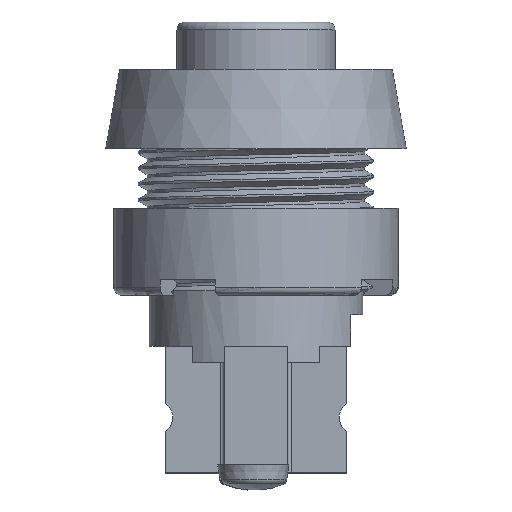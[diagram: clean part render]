
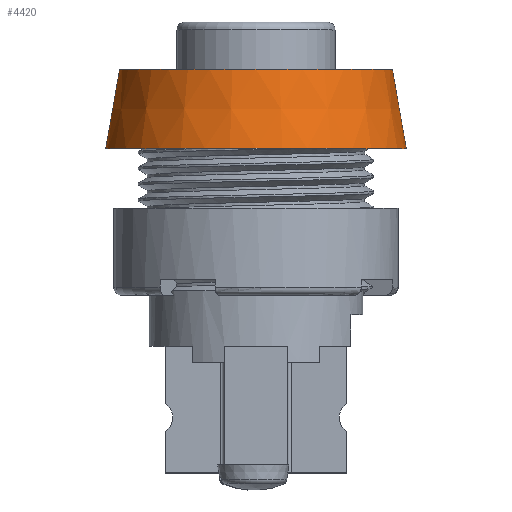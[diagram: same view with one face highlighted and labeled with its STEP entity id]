
A CAD part, top view. The second image highlights one B-rep face of the part: STEP entity #4420.
In plain terms, the highlighted conical face has half-angle 10 degrees and reference radius 9.5 mm.
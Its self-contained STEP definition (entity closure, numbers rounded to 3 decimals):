
#737=LINE('',#11973,#997);
#997=VECTOR('',#5361,9.5);
#1159=CONICAL_SURFACE('',#4760,9.5,0.175);
#1277=FACE_OUTER_BOUND('',#1528,.T.);
#1528=EDGE_LOOP('',(#3565,#3566,#3567,#3568));
#1719=CIRCLE('',#4761,8.618);
#1720=CIRCLE('',#4762,9.5);
#1982=VERTEX_POINT('',#11970);
#1983=VERTEX_POINT('',#11972);
#2550=EDGE_CURVE('',#1982,#1982,#1719,.T.);
#2551=EDGE_CURVE('',#1982,#1983,#737,.T.);
#2552=EDGE_CURVE('',#1983,#1983,#1720,.T.);
#3565=ORIENTED_EDGE('',*,*,#2550,.T.);
#3566=ORIENTED_EDGE('',*,*,#2551,.T.);
#3567=ORIENTED_EDGE('',*,*,#2552,.T.);
#3568=ORIENTED_EDGE('',*,*,#2551,.F.);
#4420=ADVANCED_FACE('',(#1277),#1159,.T.);
#4760=AXIS2_PLACEMENT_3D('',#11969,#5357,#5358);
#4761=AXIS2_PLACEMENT_3D('',#11971,#5359,#5360);
#4762=AXIS2_PLACEMENT_3D('',#11974,#5362,#5363);
#5357=DIRECTION('center_axis',(0.,-1.,0.));
#5358=DIRECTION('ref_axis',(1.,0.,0.));
#5359=DIRECTION('center_axis',(0.,-1.,0.));
#5360=DIRECTION('ref_axis',(1.,0.,0.));
#5361=DIRECTION('',(-0.174,-0.985,0.));
#5362=DIRECTION('center_axis',(0.,1.,0.));
#5363=DIRECTION('ref_axis',(1.,0.,0.));
#11969=CARTESIAN_POINT('Origin',(0.,0.,0.));
#11970=CARTESIAN_POINT('',(-8.618,5.,0.));
#11971=CARTESIAN_POINT('Origin',(0.,5.,0.));
#11972=CARTESIAN_POINT('',(-9.5,0.,0.));
#11973=CARTESIAN_POINT('',(-9.5,0.,0.));
#11974=CARTESIAN_POINT('Origin',(0.,0.,0.));
